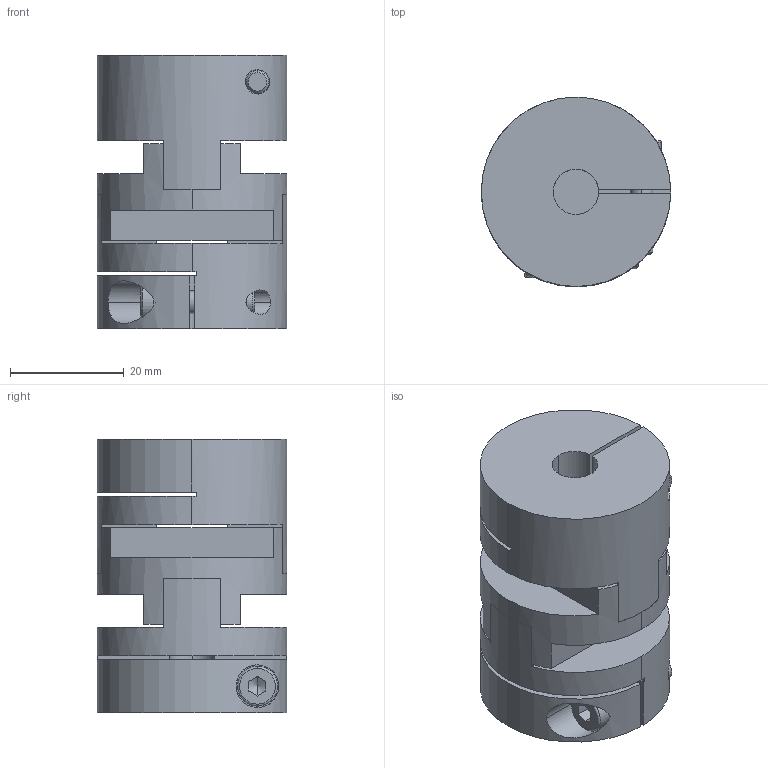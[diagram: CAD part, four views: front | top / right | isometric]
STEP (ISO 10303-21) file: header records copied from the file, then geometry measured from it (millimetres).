
FILE_DESCRIPTION(('STEP AP214'),'1');
FILE_NAME('me44-ox33g-8--ox33g-8--33d.stp','2018-01-20T14:45:43',('TraceParts'),('TraceParts S.A.'),'Spatial InterOp 3D',' ',' ');
FILE_SCHEMA(('automotive_design'));
Length unit declared in the file: millimetre
Products named in the file (3): me44-ox33g-8--ox33g-8--33d_1; me44-ox33g-8--ox33g-8--33d_2; me44-ox33g-8--ox33g-8--33d_3
Bounding box: 33.3 x 33.3 x 48 mm (x, y, z)
Volume: 32481.9 mm3; surface area: 15924 mm2
Topology: 3 solids, 3 shells, 122 faces, 318 edges, 206 vertices
Faces by surface type: plane 68, cylinder 42, cone 8, torus 4
Entity records: 4296 total; most frequent: CARTESIAN_POINT 1013, DIRECTION 672, ORIENTED_EDGE 628, EDGE_CURVE 314, AXIS2_PLACEMENT_3D 253, VERTEX_POINT 206, LINE 166, VECTOR 166
